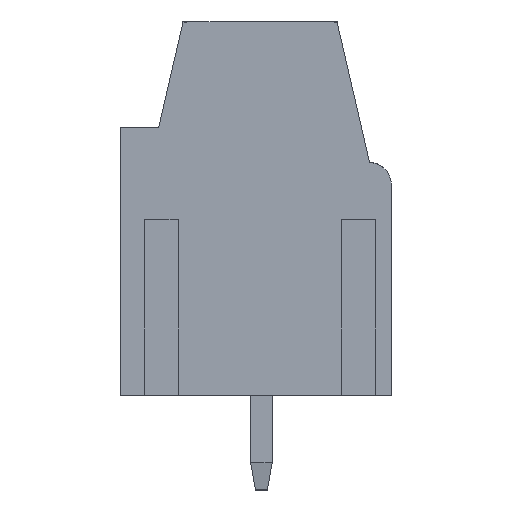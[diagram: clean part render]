
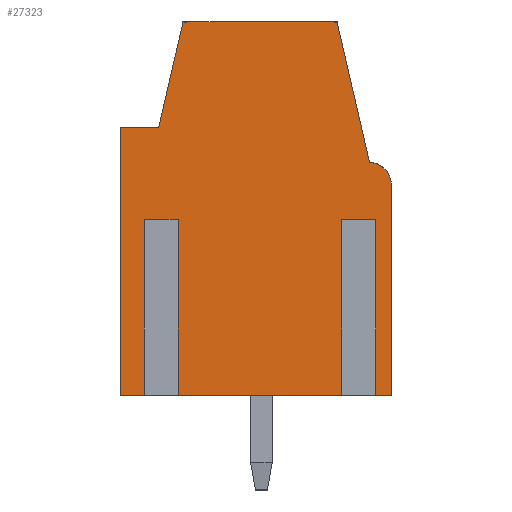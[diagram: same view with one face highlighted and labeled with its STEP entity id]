
A CAD part, left-side view. The second image highlights one B-rep face of the part: STEP entity #27323.
In plain terms, the highlighted planar face has unit normal (-1, 0, 0).
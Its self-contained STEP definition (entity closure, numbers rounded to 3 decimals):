
#27260=AXIS2_PLACEMENT_3D('Plane Axis2P3D',#27257,#27258,#27259) ;
#26307=CARTESIAN_POINT('Vertex',(0.55,0.,3.5)) ;
#26310=CARTESIAN_POINT('Line Origine',(0.55,0.447,3.5)) ;
#26314=CARTESIAN_POINT('Vertex',(0.55,0.894,3.5)) ;
#26335=CARTESIAN_POINT('Vertex',(0.55,1.506,3.5)) ;
#26338=CARTESIAN_POINT('Line Origine',(0.55,4.85,3.5)) ;
#26342=CARTESIAN_POINT('Vertex',(0.55,8.194,3.5)) ;
#26363=CARTESIAN_POINT('Vertex',(0.55,8.806,3.5)) ;
#26366=CARTESIAN_POINT('Line Origine',(0.55,9.403,3.5)) ;
#26370=CARTESIAN_POINT('Vertex',(0.55,10.,3.5)) ;
#26814=CARTESIAN_POINT('Line Origine',(0.55,10.,8.45)) ;
#26818=CARTESIAN_POINT('Vertex',(0.55,10.,13.4)) ;
#26959=CARTESIAN_POINT('Vertex',(0.55,8.6,13.4)) ;
#26962=CARTESIAN_POINT('Line Origine',(0.55,8.15,15.35)) ;
#26966=CARTESIAN_POINT('Vertex',(0.55,7.7,17.3)) ;
#26990=CARTESIAN_POINT('Line Origine',(0.55,4.85,17.3)) ;
#26994=CARTESIAN_POINT('Vertex',(0.55,2.001,17.3)) ;
#27050=CARTESIAN_POINT('Line Origine',(0.55,1.4,14.7)) ;
#27054=CARTESIAN_POINT('Vertex',(0.55,0.8,12.1)) ;
#27075=CARTESIAN_POINT('Control Point',(0.55,0.,11.3)) ;
#27076=CARTESIAN_POINT('Control Point',(0.55,0.,11.614)) ;
#27077=CARTESIAN_POINT('Control Point',(0.55,0.168,11.932)) ;
#27078=CARTESIAN_POINT('Control Point',(0.55,0.486,12.1)) ;
#27079=CARTESIAN_POINT('Control Point',(0.55,0.8,12.1)) ;
#27080=CARTESIAN_POINT('Vertex',(0.55,0.,11.3)) ;
#27100=CARTESIAN_POINT('Line Origine',(0.55,0.,7.4)) ;
#27257=CARTESIAN_POINT('Axis2P3D Location',(0.55,10.,0.)) ;
#27262=CARTESIAN_POINT('Line Origine',(0.55,1.506,6.75)) ;
#27266=CARTESIAN_POINT('Vertex',(0.55,1.506,10.)) ;
#27269=CARTESIAN_POINT('Line Origine',(0.55,1.2,10.)) ;
#27273=CARTESIAN_POINT('Vertex',(0.55,0.894,10.)) ;
#27276=CARTESIAN_POINT('Line Origine',(0.55,0.894,6.75)) ;
#27281=CARTESIAN_POINT('Line Origine',(0.55,9.3,13.4)) ;
#27286=CARTESIAN_POINT('Line Origine',(0.55,8.806,6.75)) ;
#27290=CARTESIAN_POINT('Vertex',(0.55,8.806,10.)) ;
#27293=CARTESIAN_POINT('Line Origine',(0.55,8.5,10.)) ;
#27297=CARTESIAN_POINT('Vertex',(0.55,8.194,10.)) ;
#27300=CARTESIAN_POINT('Line Origine',(0.55,8.194,6.75)) ;
#26311=DIRECTION('Vector Direction',(0.,-1.,0.)) ;
#26339=DIRECTION('Vector Direction',(0.,-1.,0.)) ;
#26367=DIRECTION('Vector Direction',(0.,-1.,0.)) ;
#26815=DIRECTION('Vector Direction',(0.,0.,-1.)) ;
#26963=DIRECTION('Vector Direction',(0.,0.225,-0.974)) ;
#26991=DIRECTION('Vector Direction',(0.,1.,0.)) ;
#27051=DIRECTION('Vector Direction',(0.,0.225,0.974)) ;
#27101=DIRECTION('Vector Direction',(0.,0.,1.)) ;
#27258=DIRECTION('Axis2P3D Direction',(-1.,0.,0.)) ;
#27259=DIRECTION('Axis2P3D XDirection',(0.,1.,0.)) ;
#27263=DIRECTION('Vector Direction',(0.,0.,1.)) ;
#27270=DIRECTION('Vector Direction',(0.,1.,0.)) ;
#27277=DIRECTION('Vector Direction',(0.,0.,1.)) ;
#27282=DIRECTION('Vector Direction',(0.,1.,0.)) ;
#27287=DIRECTION('Vector Direction',(0.,0.,1.)) ;
#27294=DIRECTION('Vector Direction',(0.,1.,0.)) ;
#27301=DIRECTION('Vector Direction',(0.,0.,1.)) ;
#26312=VECTOR('Line Direction',#26311,1.) ;
#26340=VECTOR('Line Direction',#26339,1.) ;
#26368=VECTOR('Line Direction',#26367,1.) ;
#26816=VECTOR('Line Direction',#26815,1.) ;
#26964=VECTOR('Line Direction',#26963,1.) ;
#26992=VECTOR('Line Direction',#26991,1.) ;
#27052=VECTOR('Line Direction',#27051,1.) ;
#27102=VECTOR('Line Direction',#27101,1.) ;
#27264=VECTOR('Line Direction',#27263,1.) ;
#27271=VECTOR('Line Direction',#27270,1.) ;
#27278=VECTOR('Line Direction',#27277,1.) ;
#27283=VECTOR('Line Direction',#27282,1.) ;
#27288=VECTOR('Line Direction',#27287,1.) ;
#27295=VECTOR('Line Direction',#27294,1.) ;
#27302=VECTOR('Line Direction',#27301,1.) ;
#27306=ORIENTED_EDGE('',*,*,#26344,.T.) ;
#27307=ORIENTED_EDGE('',*,*,#27268,.T.) ;
#27308=ORIENTED_EDGE('',*,*,#27275,.F.) ;
#27309=ORIENTED_EDGE('',*,*,#27280,.F.) ;
#27310=ORIENTED_EDGE('',*,*,#26316,.T.) ;
#27311=ORIENTED_EDGE('',*,*,#27104,.T.) ;
#27312=ORIENTED_EDGE('',*,*,#27082,.T.) ;
#27313=ORIENTED_EDGE('',*,*,#27056,.T.) ;
#27314=ORIENTED_EDGE('',*,*,#26996,.T.) ;
#27315=ORIENTED_EDGE('',*,*,#26968,.T.) ;
#27316=ORIENTED_EDGE('',*,*,#27285,.T.) ;
#27317=ORIENTED_EDGE('',*,*,#26820,.T.) ;
#27318=ORIENTED_EDGE('',*,*,#26372,.T.) ;
#27319=ORIENTED_EDGE('',*,*,#27292,.T.) ;
#27320=ORIENTED_EDGE('',*,*,#27299,.F.) ;
#27321=ORIENTED_EDGE('',*,*,#27304,.F.) ;
#27323=ADVANCED_FACE('HOUSING',(#27322),#27261,.T.) ;
#27074=B_SPLINE_CURVE_WITH_KNOTS('',4,(#27075,#27076,#27077,#27078,#27079),.UNSPECIFIED.,.F.,.U.,(5,5),(-0.628,0.628),.UNSPECIFIED.) ;
#26316=EDGE_CURVE('',#26315,#26308,#26313,.T.) ;
#26344=EDGE_CURVE('',#26343,#26336,#26341,.T.) ;
#26372=EDGE_CURVE('',#26371,#26364,#26369,.T.) ;
#26820=EDGE_CURVE('',#26819,#26371,#26817,.T.) ;
#26968=EDGE_CURVE('',#26967,#26960,#26965,.T.) ;
#26996=EDGE_CURVE('',#26995,#26967,#26993,.T.) ;
#27056=EDGE_CURVE('',#27055,#26995,#27053,.T.) ;
#27082=EDGE_CURVE('',#27081,#27055,#27074,.T.) ;
#27104=EDGE_CURVE('',#26308,#27081,#27103,.T.) ;
#27268=EDGE_CURVE('',#26336,#27267,#27265,.T.) ;
#27275=EDGE_CURVE('',#27274,#27267,#27272,.T.) ;
#27280=EDGE_CURVE('',#26315,#27274,#27279,.T.) ;
#27285=EDGE_CURVE('',#26960,#26819,#27284,.T.) ;
#27292=EDGE_CURVE('',#26364,#27291,#27289,.T.) ;
#27299=EDGE_CURVE('',#27298,#27291,#27296,.T.) ;
#27304=EDGE_CURVE('',#26343,#27298,#27303,.T.) ;
#27305=EDGE_LOOP('',(#27306,#27307,#27308,#27309,#27310,#27311,#27312,#27313,#27314,#27315,#27316,#27317,#27318,#27319,#27320,#27321)) ;
#27322=FACE_OUTER_BOUND('',#27305,.T.) ;
#26313=LINE('Line',#26310,#26312) ;
#26341=LINE('Line',#26338,#26340) ;
#26369=LINE('Line',#26366,#26368) ;
#26817=LINE('Line',#26814,#26816) ;
#26965=LINE('Line',#26962,#26964) ;
#26993=LINE('Line',#26990,#26992) ;
#27053=LINE('Line',#27050,#27052) ;
#27103=LINE('Line',#27100,#27102) ;
#27265=LINE('Line',#27262,#27264) ;
#27272=LINE('Line',#27269,#27271) ;
#27279=LINE('Line',#27276,#27278) ;
#27284=LINE('Line',#27281,#27283) ;
#27289=LINE('Line',#27286,#27288) ;
#27296=LINE('Line',#27293,#27295) ;
#27303=LINE('Line',#27300,#27302) ;
#27261=PLANE('',#27260) ;
#26308=VERTEX_POINT('',#26307) ;
#26315=VERTEX_POINT('',#26314) ;
#26336=VERTEX_POINT('',#26335) ;
#26343=VERTEX_POINT('',#26342) ;
#26364=VERTEX_POINT('',#26363) ;
#26371=VERTEX_POINT('',#26370) ;
#26819=VERTEX_POINT('',#26818) ;
#26960=VERTEX_POINT('',#26959) ;
#26967=VERTEX_POINT('',#26966) ;
#26995=VERTEX_POINT('',#26994) ;
#27055=VERTEX_POINT('',#27054) ;
#27081=VERTEX_POINT('',#27080) ;
#27267=VERTEX_POINT('',#27266) ;
#27274=VERTEX_POINT('',#27273) ;
#27291=VERTEX_POINT('',#27290) ;
#27298=VERTEX_POINT('',#27297) ;
